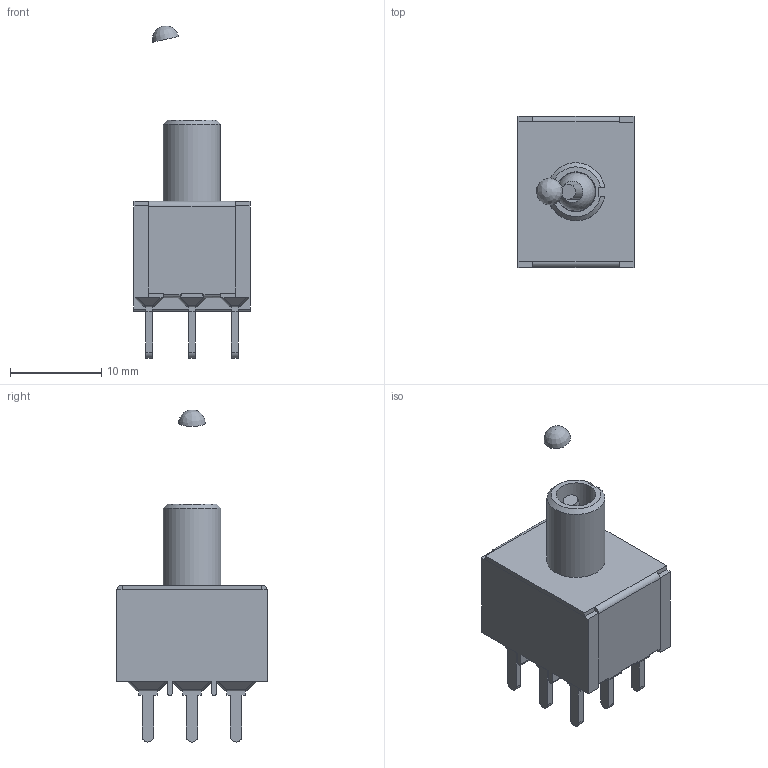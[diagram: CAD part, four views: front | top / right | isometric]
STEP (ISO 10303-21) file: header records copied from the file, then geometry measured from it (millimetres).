
FILE_DESCRIPTION(/* description */ (''),/* implementation_level */ '2;1');
FILE_NAME(/* name */ '1003PxT1B1M2xE.stp',/* time_stamp */ '2023-08-10T11:18:47-05:00',/* author */ ('mwilliams'),/* organization */ (''),/* preprocessor_version */ 'ST-DEVELOPER v18.1',/* originating_system */ 'Autodesk Inventor 2022',/* authorisation */ '');
FILE_SCHEMA (('AUTOMOTIVE_DESIGN { 1 0 10303 214 3 1 1 }'));
Length unit declared in the file: inch
Products named in the file (1): T131017_Simplify_1
Bounding box: 12.7 x 16.51 x 36.32 mm (x, y, z)
Volume: 2592.6 mm3; surface area: 1914.8 mm2
Topology: 1 solids, 3 shells, 393 faces, 1017 edges, 598 vertices
Faces by surface type: plane 252, cylinder 100, sphere 37, cone 3, bspline 1
Full cylindrical faces by diameter (mm): 1.65 x1, 4.35 x1
Entity records: 11623 total; most frequent: CARTESIAN_POINT 2056, DIRECTION 2024, ORIENTED_EDGE 1962, EDGE_CURVE 981, LINE 714, VECTOR 714, AXIS2_PLACEMENT_3D 655, VERTEX_POINT 598
